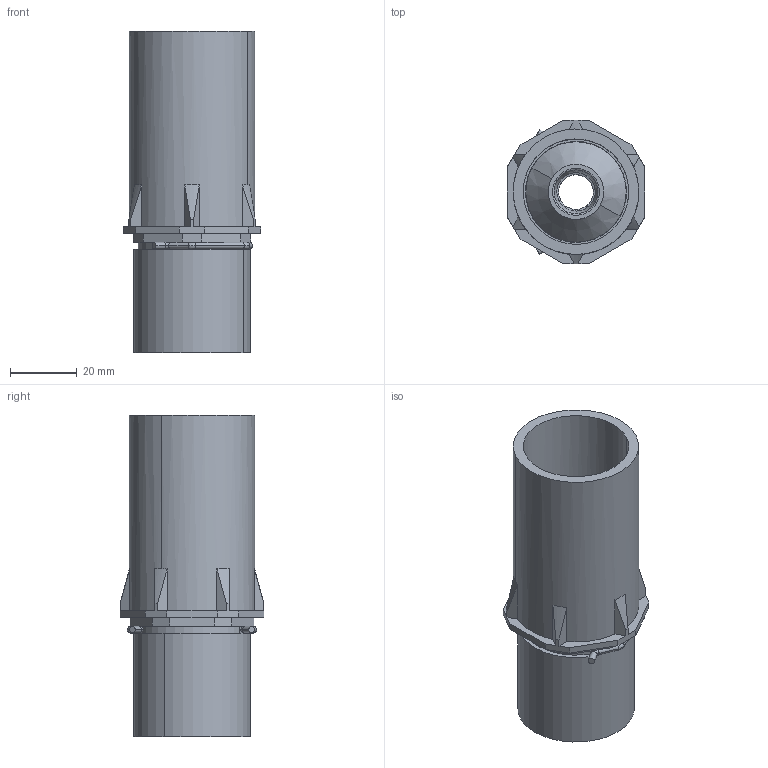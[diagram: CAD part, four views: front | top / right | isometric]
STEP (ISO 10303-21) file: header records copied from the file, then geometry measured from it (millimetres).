
FILE_DESCRIPTION(('CATIA V5 STEP Exchange','CAx-IF Rec.Pracs.--- Model Styling and Organization---1.4--- 2014-01-23'),'2;1');
FILE_NAME ('010082-2_2', '2019-12-10T07:18:16+00:00', ('none'), ('Weidmueller'), 'CATIA Version 5-6 Release 2016 SP3 HF44', 'CATIA V5 STEP AP214', 'none');
FILE_SCHEMA(('AUTOMOTIVE_DESIGN { 1 0 10303 214 1 1 1 1 }'));
Length unit declared in the file: millimetre
Products named in the file (1): 1268810000
Bounding box: 41 x 43 x 96 mm (x, y, z)
Volume: 48673.9 mm3; surface area: 32130.1 mm2
Topology: 2 solids, 2 shells, 153 faces, 364 edges, 226 vertices
Faces by surface type: plane 59, cylinder 50, cone 22, torus 22
Entity records: 4592 total; most frequent: CARTESIAN_POINT 1183, ORIENTED_EDGE 728, DIRECTION 598, EDGE_CURVE 364, AXIS2_PLACEMENT_3D 275, VERTEX_POINT 226, VECTOR 182, LINE 182
